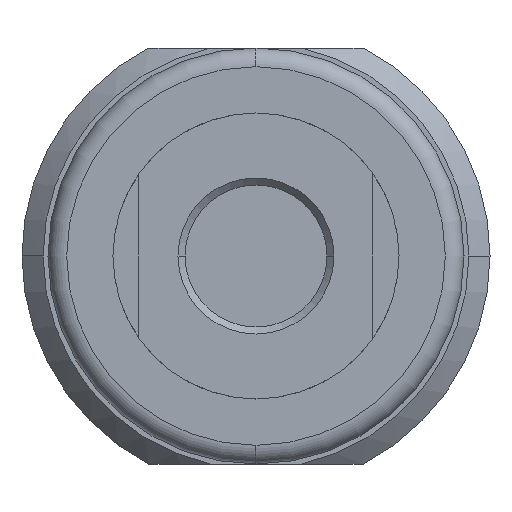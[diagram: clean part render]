
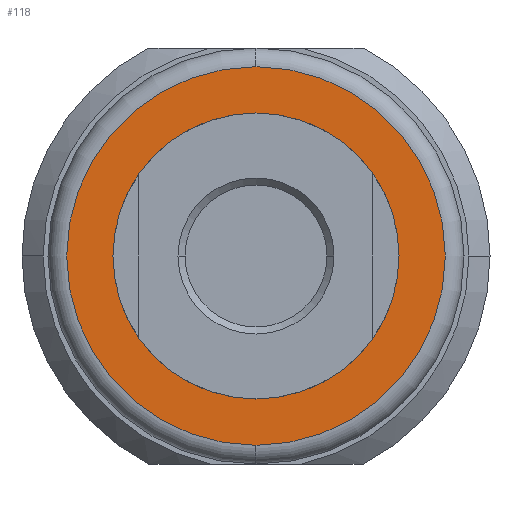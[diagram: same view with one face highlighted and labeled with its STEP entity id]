
A CAD part, left-side view. The second image highlights one B-rep face of the part: STEP entity #118.
In plain terms, the highlighted planar face has unit normal (-1, 0, 0).
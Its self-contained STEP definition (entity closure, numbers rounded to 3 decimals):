
#118=ADVANCED_FACE('',(#247,#248),#249,.T.);
#247=FACE_BOUND('',#394,.T.);
#248=FACE_OUTER_BOUND('',#395,.T.);
#249=PLANE('',#396);
#394=EDGE_LOOP('',(#656,#657));
#395=EDGE_LOOP('',(#658,#659,#660));
#396=AXIS2_PLACEMENT_3D('',#661,#662,#663);
#656=ORIENTED_EDGE('',*,*,#873,.T.);
#657=ORIENTED_EDGE('',*,*,#871,.T.);
#658=ORIENTED_EDGE('',*,*,#910,.T.);
#659=ORIENTED_EDGE('',*,*,#846,.T.);
#660=ORIENTED_EDGE('',*,*,#911,.T.);
#661=CARTESIAN_POINT('',(0.0,0.0,0.0));
#662=DIRECTION('',(-1.0,0.0,0.0));
#663=DIRECTION('',(0.0,0.0,1.0));
#846=EDGE_CURVE('',#991,#994,#996,.T.);
#871=EDGE_CURVE('',#1035,#1039,#1041,.T.);
#873=EDGE_CURVE('',#1039,#1035,#1043,.T.);
#910=EDGE_CURVE('',#1088,#991,#1089,.T.);
#911=EDGE_CURVE('',#994,#1088,#1090,.T.);
#991=VERTEX_POINT('',#1200);
#994=VERTEX_POINT('',#1203);
#996=CIRCLE('',#1205,7.28);
#1035=VERTEX_POINT('',#1284);
#1039=VERTEX_POINT('',#1289);
#1041=CIRCLE('',#1292,5.501);
#1043=CIRCLE('',#1294,5.501);
#1088=VERTEX_POINT('',#1385);
#1089=CIRCLE('',#1386,7.28);
#1090=CIRCLE('',#1387,7.28);
#1200=CARTESIAN_POINT('',(0.0,0.,-7.28));
#1203=CARTESIAN_POINT('',(0.0,0.,7.28));
#1205=AXIS2_PLACEMENT_3D('',#1523,#1524,#1525);
#1284=CARTESIAN_POINT('',(0.0,0.,-5.501));
#1289=CARTESIAN_POINT('',(0.0,0.,5.501));
#1292=AXIS2_PLACEMENT_3D('',#1559,#1560,#1561);
#1294=AXIS2_PLACEMENT_3D('',#1562,#1563,#1564);
#1385=CARTESIAN_POINT('',(0.,7.28,0.0));
#1386=AXIS2_PLACEMENT_3D('',#1605,#1606,#1607);
#1387=AXIS2_PLACEMENT_3D('',#1608,#1609,#1610);
#1523=CARTESIAN_POINT('',(0.0,0.0,0.0));
#1524=DIRECTION('',(-1.0,0.0,0.0));
#1525=DIRECTION('',(0.0,1.0,0.0));
#1559=CARTESIAN_POINT('',(0.0,0.0,0.0));
#1560=DIRECTION('',(1.0,0.0,0.0));
#1561=DIRECTION('',(0.0,0.0,-1.0));
#1562=CARTESIAN_POINT('',(0.0,0.0,0.0));
#1563=DIRECTION('',(1.0,0.0,0.0));
#1564=DIRECTION('',(0.0,0.0,-1.0));
#1605=CARTESIAN_POINT('',(0.0,0.0,0.0));
#1606=DIRECTION('',(-1.0,0.0,0.0));
#1607=DIRECTION('',(0.0,1.0,0.0));
#1608=CARTESIAN_POINT('',(0.0,0.0,0.0));
#1609=DIRECTION('',(-1.0,0.0,0.0));
#1610=DIRECTION('',(0.0,1.0,0.0));
